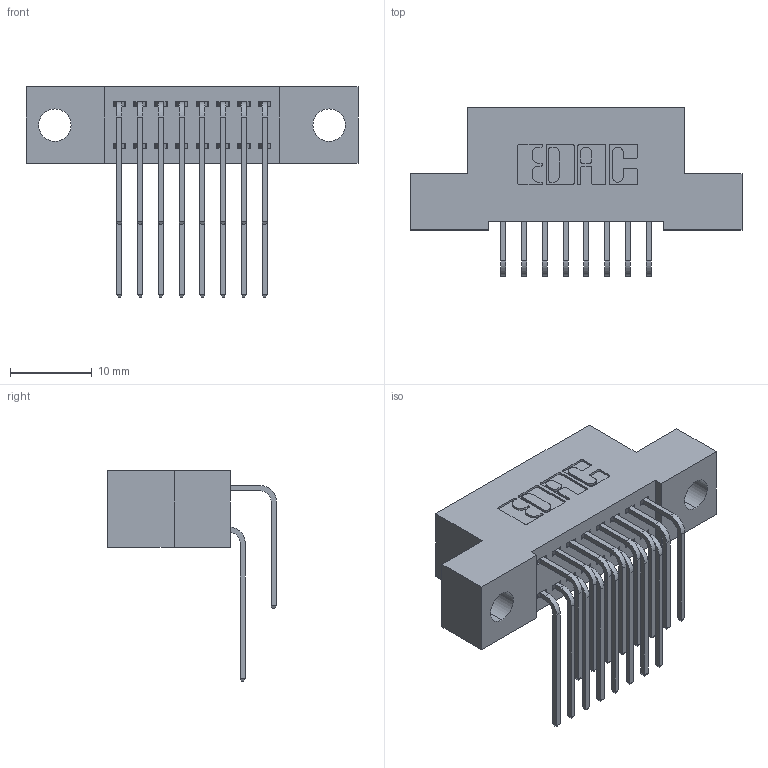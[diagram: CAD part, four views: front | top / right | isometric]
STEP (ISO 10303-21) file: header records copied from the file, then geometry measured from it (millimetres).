
FILE_DESCRIPTION (( 'STEP AP203' ), '1' );
FILE_NAME ('342-016-559-204.STEP', '2018-08-10T20:19:05', ( '' ), ( '' ), 'SwSTEP 2.0', 'SolidWorks 2016', '' );
FILE_SCHEMA (( 'CONFIG_CONTROL_DESIGN' ));
Length unit declared in the file: inch
Products named in the file (4): 345-292-001_559 Tail - 2; 342-016-559-204; 342 Part_.156 TH; 345-292-001_558 559 Tail - 1
Assembly tree (17 placements, depth 2):
  342-016-559-204
    342 Part_.156 TH
    345-292-001_558 559 Tail - 1  x8
    345-292-001_559 Tail - 2  x8
Bounding box: 40.64 x 20.64 x 25.78 mm (x, y, z)
Volume: 3495.8 mm3; surface area: 5094.3 mm2
Topology: 17 solids, 17 shells, 974 faces, 2875 edges, 1894 vertices
Faces by surface type: plane 674, cylinder 300
Entity records: 11199 total; most frequent: CARTESIAN_POINT 1945, ORIENTED_EDGE 1830, DIRECTION 1703, EDGE_CURVE 915, VECTOR 747, LINE 747, VERTEX_POINT 606, AXIS2_PLACEMENT_3D 478
